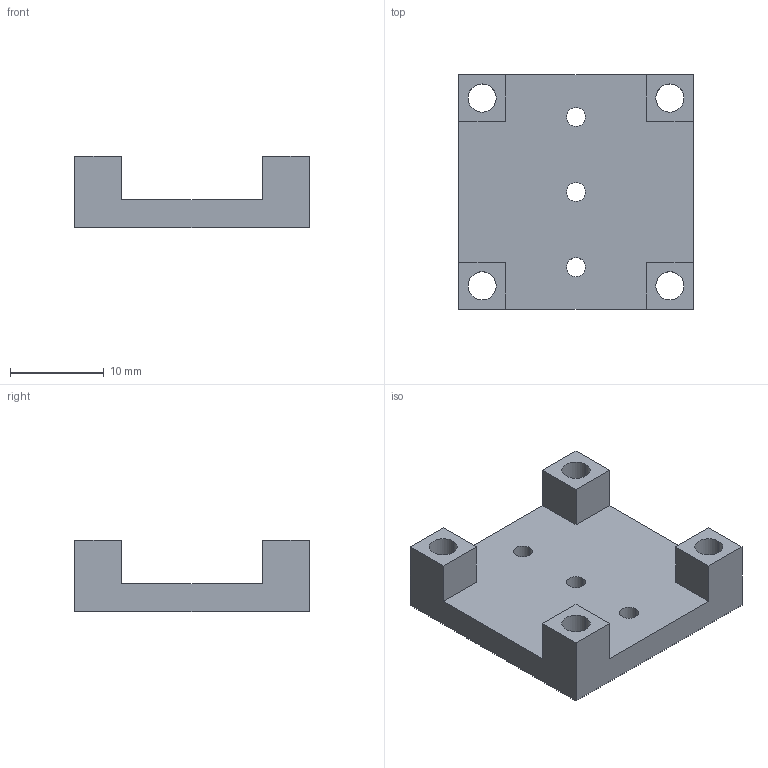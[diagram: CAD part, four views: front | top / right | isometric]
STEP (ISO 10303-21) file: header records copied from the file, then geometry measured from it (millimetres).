
FILE_DESCRIPTION (( 'STEP AP203' ), '1' );
FILE_NAME ('Part20_Default_sldprt.STEP', '2023-08-01T11:31:37', ( '' ), ( '' ), 'SwSTEP 2.0', 'SolidWorks 2022', '' );
FILE_SCHEMA (( 'CONFIG_CONTROL_DESIGN' ));
Length unit declared in the file: millimetre
Products named in the file (1): Part20_Default_sldprt
Bounding box: 25 x 25 x 7.6 mm (x, y, z)
Volume: 2091.5 mm3; surface area: 2185.8 mm2
Topology: 1 solids, 1 shells, 32 faces, 90 edges, 60 vertices
Faces by surface type: plane 18, cylinder 14
Entity records: 1147 total; most frequent: DIRECTION 184, CARTESIAN_POINT 183, ORIENTED_EDGE 180, EDGE_CURVE 90, VECTOR 62, LINE 62, AXIS2_PLACEMENT_3D 61, VERTEX_POINT 60
